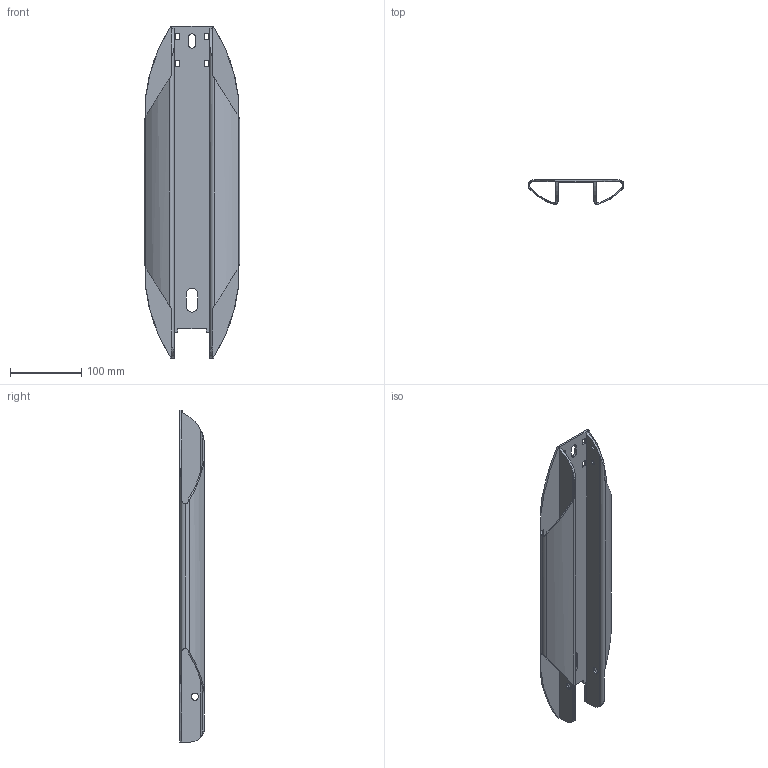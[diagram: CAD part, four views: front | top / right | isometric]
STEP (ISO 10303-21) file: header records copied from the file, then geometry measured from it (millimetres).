
FILE_DESCRIPTION (( 'STEP AP203' ), '1' );
FILE_NAME ('123.STEP', '2024-04-28T01:58:25', ( '微软用户' ), ( '微软中国' ), 'SwSTEP 2.0', 'SolidWorks 2020', '' );
FILE_SCHEMA (( 'CONFIG_CONTROL_DESIGN' ));
Length unit declared in the file: millimetre
Products named in the file (1): 123
Bounding box: 134 x 34.89 x 465 mm (x, y, z)
Volume: 265920.2 mm3; surface area: 214711.4 mm2
Topology: 1 solids, 1 shells, 100 faces, 306 edges, 204 vertices
Faces by surface type: cylinder 50, plane 50
Entity records: 3990 total; most frequent: CARTESIAN_POINT 1258, ORIENTED_EDGE 612, DIRECTION 480, EDGE_CURVE 306, VERTEX_POINT 204, LINE 182, VECTOR 182, AXIS2_PLACEMENT_3D 149
